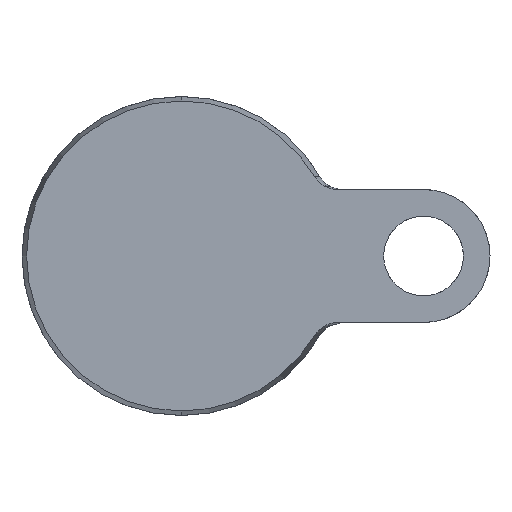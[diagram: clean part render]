
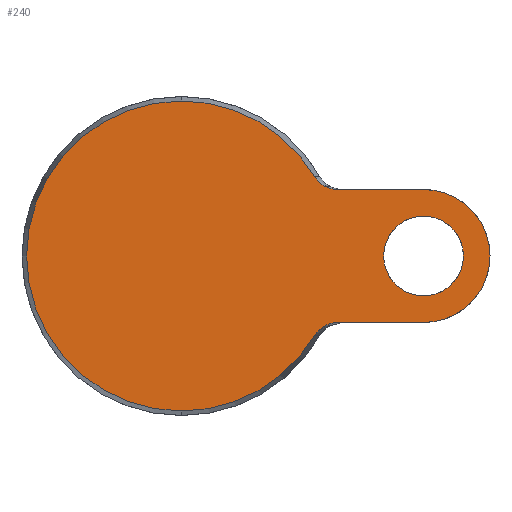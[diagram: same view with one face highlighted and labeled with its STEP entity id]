
A CAD part, front view. The second image highlights one B-rep face of the part: STEP entity #240.
In plain terms, the highlighted planar face has unit normal (0, -1, 0).
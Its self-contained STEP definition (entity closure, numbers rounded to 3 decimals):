
#43 = AXIS2_PLACEMENT_3D ( 'NONE', #122, #226, #744 ) ;
#48 = ORIENTED_EDGE ( 'NONE', *, *, #1083, .T. ) ;
#61 = CARTESIAN_POINT ( 'NONE',  ( 15., 0., 12.5 ) ) ;
#82 = CARTESIAN_POINT ( 'NONE',  ( 29.374, 0., -12.5 ) ) ;
#95 = DIRECTION ( 'NONE',  ( 0., 0., 1. ) ) ;
#96 = LINE ( 'NONE', #417, #750 ) ;
#107 = CARTESIAN_POINT ( 'NONE',  ( 45.5, 0., -12.5 ) ) ;
#122 = CARTESIAN_POINT ( 'NONE',  ( 45.5, 0., 0. ) ) ;
#124 = EDGE_CURVE ( 'NONE', #863, #787, #500, .T. ) ;
#136 = CARTESIAN_POINT ( 'NONE',  ( 27.659, 0., 12.79 ) ) ;
#154 = DIRECTION ( 'NONE',  ( 0., 0., -1. ) ) ;
#160 = VERTEX_POINT ( 'NONE', #1029 ) ;
#163 = EDGE_CURVE ( 'NONE', #278, #299, #1323, .T. ) ;
#167 = CARTESIAN_POINT ( 'NONE',  ( 28.503, 0., -12.556 ) ) ;
#173 = CARTESIAN_POINT ( 'NONE',  ( 25.976, 0., 13.785 ) ) ;
#182 = DIRECTION ( 'NONE',  ( 0., 0., 1. ) ) ;
#186 = CARTESIAN_POINT ( 'NONE',  ( 27.871, 0., -12.72 ) ) ;
#210 = CARTESIAN_POINT ( 'NONE',  ( 25.011, 0., 14.959 ) ) ;
#212 = EDGE_CURVE ( 'NONE', #787, #753, #666, .T. ) ;
#226 = DIRECTION ( 'NONE',  ( 0., 1., 0. ) ) ;
#228 = VERTEX_POINT ( 'NONE', #515 ) ;
#240 = ADVANCED_FACE ( 'NONE', ( #1271, #1236 ), #824, .F. ) ;
#259 = CARTESIAN_POINT ( 'NONE',  ( 27.057, 0., 13.048 ) ) ;
#261 = AXIS2_PLACEMENT_3D ( 'NONE', #315, #741, #1092 ) ;
#272 = CARTESIAN_POINT ( 'NONE',  ( 25.237, 0., 14.58 ) ) ;
#278 = VERTEX_POINT ( 'NONE', #1032 ) ;
#298 = EDGE_CURVE ( 'NONE', #1316, #774, #96, .T. ) ;
#299 = VERTEX_POINT ( 'NONE', #1364 ) ;
#315 = CARTESIAN_POINT ( 'NONE',  ( 0., 0., 0. ) ) ;
#316 = ORIENTED_EDGE ( 'NONE', *, *, #163, .F. ) ;
#344 = CARTESIAN_POINT ( 'NONE',  ( 28.502, 0., 12.556 ) ) ;
#350 = DIRECTION ( 'NONE',  ( 0., 0., -1. ) ) ;
#382 = ORIENTED_EDGE ( 'NONE', *, *, #212, .T. ) ;
#390 = CARTESIAN_POINT ( 'NONE',  ( 27.253, 0., 12.954 ) ) ;
#401 = EDGE_CURVE ( 'NONE', #753, #1093, #1290, .T. ) ;
#417 = CARTESIAN_POINT ( 'NONE',  ( 15., 0., -12.5 ) ) ;
#427 = ORIENTED_EDGE ( 'NONE', *, *, #124, .T. ) ;
#434 = DIRECTION ( 'NONE',  ( 0., 1., 0. ) ) ;
#444 = EDGE_CURVE ( 'NONE', #160, #228, #1237, .T. ) ;
#455 = EDGE_CURVE ( 'NONE', #228, #160, #996, .T. ) ;
#469 = CARTESIAN_POINT ( 'NONE',  ( 0., 0., 0. ) ) ;
#470 = CARTESIAN_POINT ( 'NONE',  ( 0., 0., 0. ) ) ;
#477 = CARTESIAN_POINT ( 'NONE',  ( 25.011, 0., 14.959 ) ) ;
#483 = CARTESIAN_POINT ( 'NONE',  ( 25.011, 0., -14.959 ) ) ;
#500 = CIRCLE ( 'NONE', #993, 29.143 ) ;
#515 = CARTESIAN_POINT ( 'NONE',  ( 45.5, 0., -7.5 ) ) ;
#540 = DIRECTION ( 'NONE',  ( 0., -1., 0. ) ) ;
#579 = AXIS2_PLACEMENT_3D ( 'NONE', #1041, #617, #182 ) ;
#594 = CARTESIAN_POINT ( 'NONE',  ( 0., 0., -29.143 ) ) ;
#599 = CARTESIAN_POINT ( 'NONE',  ( 26.495, 0., 13.38 ) ) ;
#617 = DIRECTION ( 'NONE',  ( 0., 1., 0. ) ) ;
#666 = CIRCLE ( 'NONE', #971, 29.143 ) ;
#716 = CARTESIAN_POINT ( 'NONE',  ( 26.497, 0., -13.379 ) ) ;
#741 = DIRECTION ( 'NONE',  ( 0., -1., 0. ) ) ;
#744 = DIRECTION ( 'NONE',  ( 0., 0., 1. ) ) ;
#750 = VECTOR ( 'NONE', #1141, 1000. ) ;
#753 = VERTEX_POINT ( 'NONE', #594 ) ;
#766 = EDGE_CURVE ( 'NONE', #1093, #774, #1363, .T. ) ;
#768 = ORIENTED_EDGE ( 'NONE', *, *, #298, .F. ) ;
#769 = CARTESIAN_POINT ( 'NONE',  ( 45.5, 0., 0. ) ) ;
#772 = CARTESIAN_POINT ( 'NONE',  ( 27.869, 0., 12.721 ) ) ;
#774 = VERTEX_POINT ( 'NONE', #928 ) ;
#787 = VERTEX_POINT ( 'NONE', #1362 ) ;
#796 = CARTESIAN_POINT ( 'NONE',  ( 26.144, 0., 13.642 ) ) ;
#801 = CARTESIAN_POINT ( 'NONE',  ( 26.678, 0., 13.261 ) ) ;
#824 = PLANE ( 'NONE',  #579 ) ;
#863 = VERTEX_POINT ( 'NONE', #210 ) ;
#873 = CARTESIAN_POINT ( 'NONE',  ( 28.933, 0., 12.5 ) ) ;
#890 = DIRECTION ( 'NONE',  ( 0., -1., 0. ) ) ;
#908 = CARTESIAN_POINT ( 'NONE',  ( 25.237, 0., -14.58 ) ) ;
#909 = ORIENTED_EDGE ( 'NONE', *, *, #766, .T. ) ;
#919 = CARTESIAN_POINT ( 'NONE',  ( 25.011, 0., -14.959 ) ) ;
#928 = CARTESIAN_POINT ( 'NONE',  ( 29.374, 0., -12.5 ) ) ;
#944 = CIRCLE ( 'NONE', #1309, 12.5 ) ;
#956 = EDGE_LOOP ( 'NONE', ( #316, #48, #427, #382, #1210, #909, #768, #969 ) ) ;
#960 = DIRECTION ( 'NONE',  ( 0., 0., -1. ) ) ;
#966 = CARTESIAN_POINT ( 'NONE',  ( 45.5, 0., 0. ) ) ;
#969 = ORIENTED_EDGE ( 'NONE', *, *, #1340, .F. ) ;
#971 = AXIS2_PLACEMENT_3D ( 'NONE', #470, #890, #154 ) ;
#978 = CARTESIAN_POINT ( 'NONE',  ( 29.374, 0., 12.5 ) ) ;
#993 = AXIS2_PLACEMENT_3D ( 'NONE', #469, #540, #960 ) ;
#996 = CIRCLE ( 'NONE', #43, 7.5 ) ;
#1014 = CARTESIAN_POINT ( 'NONE',  ( 25.507, 0., 14.24 ) ) ;
#1029 = CARTESIAN_POINT ( 'NONE',  ( 45.5, 0., 7.5 ) ) ;
#1031 = CARTESIAN_POINT ( 'NONE',  ( 28.933, 0., -12.5 ) ) ;
#1032 = CARTESIAN_POINT ( 'NONE',  ( 29.374, 0., 12.5 ) ) ;
#1041 = CARTESIAN_POINT ( 'NONE',  ( -29.143, 0., 0. ) ) ;
#1053 = B_SPLINE_CURVE_WITH_KNOTS ( 'NONE', 3,
 ( #978, #873, #344, #772, #136, #390, #259, #801, #599, #796, #173, #1014, #272, #477 ),
 .UNSPECIFIED., .F., .F.,
 ( 4, 2, 2, 2, 2, 2, 4 ),
 ( 0., 0.001, 0.002, 0.003, 0.003, 0.004, 0.005 ),
 .UNSPECIFIED. ) ;
#1058 = AXIS2_PLACEMENT_3D ( 'NONE', #966, #434, #95 ) ;
#1081 = ORIENTED_EDGE ( 'NONE', *, *, #455, .T. ) ;
#1083 = EDGE_CURVE ( 'NONE', #278, #863, #1053, .T. ) ;
#1084 = DIRECTION ( 'NONE',  ( 0., 1., 0. ) ) ;
#1092 = DIRECTION ( 'NONE',  ( 0., 0., -1. ) ) ;
#1093 = VERTEX_POINT ( 'NONE', #483 ) ;
#1115 = CARTESIAN_POINT ( 'NONE',  ( 27.662, 0., -12.789 ) ) ;
#1132 = ORIENTED_EDGE ( 'NONE', *, *, #444, .T. ) ;
#1141 = DIRECTION ( 'NONE',  ( -1., 0., 0. ) ) ;
#1191 = VECTOR ( 'NONE', #1374, 1000. ) ;
#1210 = ORIENTED_EDGE ( 'NONE', *, *, #401, .T. ) ;
#1219 = CARTESIAN_POINT ( 'NONE',  ( 25.508, 0., -14.24 ) ) ;
#1232 = CARTESIAN_POINT ( 'NONE',  ( 26.862, 0., -13.142 ) ) ;
#1236 = FACE_BOUND ( 'NONE', #1303, .T. ) ;
#1237 = CIRCLE ( 'NONE', #1058, 7.5 ) ;
#1242 = CARTESIAN_POINT ( 'NONE',  ( 26.146, 0., -13.64 ) ) ;
#1271 = FACE_OUTER_BOUND ( 'NONE', #956, .T. ) ;
#1290 = CIRCLE ( 'NONE', #261, 29.143 ) ;
#1303 = EDGE_LOOP ( 'NONE', ( #1081, #1132 ) ) ;
#1309 = AXIS2_PLACEMENT_3D ( 'NONE', #769, #1084, #350 ) ;
#1316 = VERTEX_POINT ( 'NONE', #107 ) ;
#1323 = LINE ( 'NONE', #61, #1191 ) ;
#1339 = CARTESIAN_POINT ( 'NONE',  ( 27.255, 0., -12.953 ) ) ;
#1340 = EDGE_CURVE ( 'NONE', #299, #1316, #944, .T. ) ;
#1353 = CARTESIAN_POINT ( 'NONE',  ( 25.977, 0., -13.784 ) ) ;
#1362 = CARTESIAN_POINT ( 'NONE',  ( 0., 0., 29.143 ) ) ;
#1363 = B_SPLINE_CURVE_WITH_KNOTS ( 'NONE', 3,
 ( #919, #908, #1219, #1353, #1242, #716, #1232, #1339, #1115, #186, #167, #1031, #82 ),
 .UNSPECIFIED., .F., .F.,
 ( 4, 2, 2, 1, 2, 2, 4 ),
 ( 0., 0.001, 0.002, 0.003, 0.003, 0.004, 0.005 ),
 .UNSPECIFIED. ) ;
#1364 = CARTESIAN_POINT ( 'NONE',  ( 45.5, 0., 12.5 ) ) ;
#1374 = DIRECTION ( 'NONE',  ( 1., 0., 0. ) ) ;
